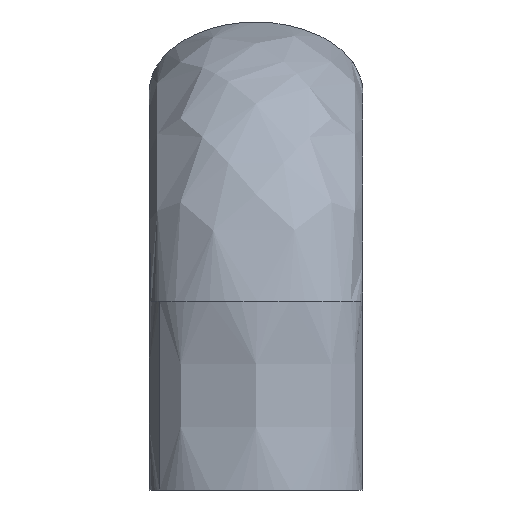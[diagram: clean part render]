
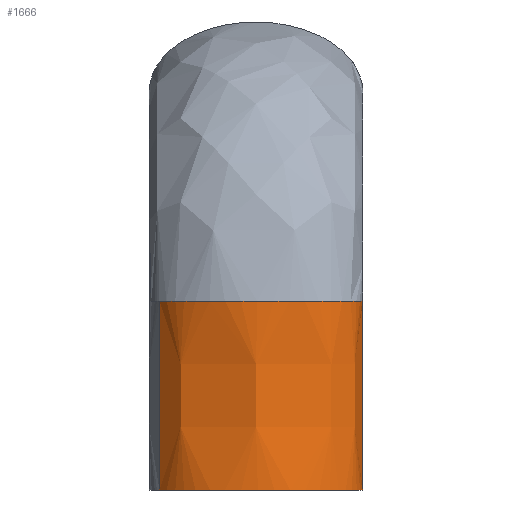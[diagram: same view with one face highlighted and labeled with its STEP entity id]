
A CAD part, left-side view. The second image highlights one B-rep face of the part: STEP entity #1666.
In plain terms, the highlighted free-form (B-spline) face has degree [3, 3] with [12, 4] control points.
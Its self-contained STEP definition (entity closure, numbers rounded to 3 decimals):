
#1433=CARTESIAN_POINT('',(-3.619,11.763,23.));
#1434=VERTEX_POINT('',#1433);
#1444=CARTESIAN_POINT('',(0.,-13.0,23.));
#1445=VERTEX_POINT('',#1444);
#1446=CARTESIAN_POINT('',(-3.619,11.763,23.));
#1447=CARTESIAN_POINT('',(-4.505,11.125,23.));
#1448=CARTESIAN_POINT('',(-5.318,10.251,23.));
#1449=CARTESIAN_POINT('',(-7.584,6.786,23.));
#1450=CARTESIAN_POINT('',(-8.5,3.403,23.));
#1451=CARTESIAN_POINT('',(-8.5,-3.403,23.));
#1452=CARTESIAN_POINT('',(-7.584,-6.786,23.));
#1453=CARTESIAN_POINT('',(-5.224,-10.396,23.));
#1454=CARTESIAN_POINT('',(-4.281,-11.359,23.));
#1455=CARTESIAN_POINT('',(-2.225,-12.662,23.));
#1456=CARTESIAN_POINT('',(-1.113,-13.0,23.));
#1457=CARTESIAN_POINT('',(0.,-13.0,23.));
#1458=B_SPLINE_CURVE_WITH_KNOTS('',3,(#1446,#1447,#1448,#1449,#1450,#1451,#1452,#1453,#1454,#1455,#1456,#1457),.UNSPECIFIED.,.F.,.U.,(4,2,2,2,2,4),(0.57,0.625,0.75,0.875,0.938,1.0),.UNSPECIFIED.);
#1459=EDGE_CURVE('',#1434,#1445,#1458,.T.);
#1578=CARTESIAN_POINT('',(-3.619,11.763,0.0));
#1579=CARTESIAN_POINT('',(-4.505,11.125,0.0));
#1580=CARTESIAN_POINT('',(-5.318,10.251,0.0));
#1581=CARTESIAN_POINT('',(-7.584,6.786,0.0));
#1582=CARTESIAN_POINT('',(-8.5,3.403,0.0));
#1583=CARTESIAN_POINT('',(-8.5,-3.403,0.0));
#1584=CARTESIAN_POINT('',(-7.584,-6.786,0.0));
#1585=CARTESIAN_POINT('',(-5.224,-10.396,0.0));
#1586=CARTESIAN_POINT('',(-4.281,-11.359,0.0));
#1587=CARTESIAN_POINT('',(-2.225,-12.662,0.0));
#1588=CARTESIAN_POINT('',(-1.113,-13.0,0.0));
#1589=CARTESIAN_POINT('',(0.,-13.0,0.0));
#1590=CARTESIAN_POINT('',(-3.619,11.763,7.667));
#1591=CARTESIAN_POINT('',(-4.505,11.125,7.667));
#1592=CARTESIAN_POINT('',(-5.318,10.251,7.667));
#1593=CARTESIAN_POINT('',(-7.584,6.786,7.667));
#1594=CARTESIAN_POINT('',(-8.5,3.403,7.667));
#1595=CARTESIAN_POINT('',(-8.5,-3.403,7.667));
#1596=CARTESIAN_POINT('',(-7.584,-6.786,7.667));
#1597=CARTESIAN_POINT('',(-5.224,-10.396,7.667));
#1598=CARTESIAN_POINT('',(-4.281,-11.359,7.667));
#1599=CARTESIAN_POINT('',(-2.225,-12.662,7.667));
#1600=CARTESIAN_POINT('',(-1.113,-13.0,7.667));
#1601=CARTESIAN_POINT('',(0.,-13.0,7.667));
#1602=CARTESIAN_POINT('',(-3.619,11.763,15.333));
#1603=CARTESIAN_POINT('',(-4.505,11.125,15.333));
#1604=CARTESIAN_POINT('',(-5.318,10.251,15.333));
#1605=CARTESIAN_POINT('',(-7.584,6.786,15.333));
#1606=CARTESIAN_POINT('',(-8.5,3.403,15.333));
#1607=CARTESIAN_POINT('',(-8.5,-3.403,15.333));
#1608=CARTESIAN_POINT('',(-7.584,-6.786,15.333));
#1609=CARTESIAN_POINT('',(-5.224,-10.396,15.333));
#1610=CARTESIAN_POINT('',(-4.281,-11.359,15.333));
#1611=CARTESIAN_POINT('',(-2.225,-12.662,15.333));
#1612=CARTESIAN_POINT('',(-1.113,-13.0,15.333));
#1613=CARTESIAN_POINT('',(0.,-13.0,15.333));
#1614=CARTESIAN_POINT('',(-3.619,11.763,23.));
#1615=CARTESIAN_POINT('',(-4.505,11.125,23.));
#1616=CARTESIAN_POINT('',(-5.318,10.251,23.));
#1617=CARTESIAN_POINT('',(-7.584,6.786,23.));
#1618=CARTESIAN_POINT('',(-8.5,3.403,23.));
#1619=CARTESIAN_POINT('',(-8.5,-3.403,23.));
#1620=CARTESIAN_POINT('',(-7.584,-6.786,23.));
#1621=CARTESIAN_POINT('',(-5.224,-10.396,23.));
#1622=CARTESIAN_POINT('',(-4.281,-11.359,23.));
#1623=CARTESIAN_POINT('',(-2.225,-12.662,23.));
#1624=CARTESIAN_POINT('',(-1.113,-13.0,23.));
#1625=CARTESIAN_POINT('',(0.,-13.0,23.));
#1626=B_SPLINE_SURFACE_WITH_KNOTS('',3,3,((#1578,#1590,#1602,#1614),(#1579,#1591,#1603,#1615),(#1580,#1592,#1604,#1616),(#1581,#1593,#1605,#1617),(#1582,#1594,#1606,#1618),(#1583,#1595,#1607,#1619),(#1584,#1596,#1608,#1620),(#1585,#1597,#1609,#1621),(#1586,#1598,#1610,#1622),(#1587,#1599,#1611,#1623),(#1588,#1600,#1612,#1624),(#1589,#1601,#1613,#1625)),.UNSPECIFIED.,.F.,.F.,.U.,(4,2,2,2,2,4),(4,4),(0.0,4.402,14.405,24.409,29.41,34.412),(0.0,23.),.UNSPECIFIED.);
#1627=ORIENTED_EDGE('',*,*,#1459,.F.);
#1628=CARTESIAN_POINT('',(-3.619,11.763,0.0));
#1629=VERTEX_POINT('',#1628);
#1630=CARTESIAN_POINT('',(-3.619,11.763,0.0));
#1631=CARTESIAN_POINT('',(-3.619,11.763,7.667));
#1632=CARTESIAN_POINT('',(-3.619,11.763,15.333));
#1633=CARTESIAN_POINT('',(-3.619,11.763,23.));
#1634=B_SPLINE_CURVE_WITH_KNOTS('',3,(#1630,#1631,#1632,#1633),.UNSPECIFIED.,.F.,.U.,(4,4),(0.0,0.086),.UNSPECIFIED.);
#1635=EDGE_CURVE('',#1629,#1434,#1634,.T.);
#1636=ORIENTED_EDGE('',*,*,#1635,.F.);
#1637=CARTESIAN_POINT('',(0.,-13.0,0.));
#1638=VERTEX_POINT('',#1637);
#1639=CARTESIAN_POINT('',(-3.619,11.763,0.0));
#1640=CARTESIAN_POINT('',(-4.957,10.803,0.));
#1641=CARTESIAN_POINT('',(-6.01,9.192,0.));
#1642=CARTESIAN_POINT('',(-7.206,7.363,0.));
#1643=CARTESIAN_POINT('',(-7.853,4.975,0.));
#1644=CARTESIAN_POINT('',(-8.5,2.585,0.));
#1645=CARTESIAN_POINT('',(-8.5,0.,0.));
#1646=CARTESIAN_POINT('',(-8.5,-2.587,0.));
#1647=CARTESIAN_POINT('',(-7.853,-4.975,0.));
#1648=CARTESIAN_POINT('',(-7.206,-7.365,0.));
#1649=CARTESIAN_POINT('',(-6.01,-9.192,0.));
#1650=CARTESIAN_POINT('',(-4.814,-11.021,0.));
#1651=CARTESIAN_POINT('',(-3.253,-12.01,0.));
#1652=CARTESIAN_POINT('',(-1.691,-13.,0.));
#1653=CARTESIAN_POINT('',(0.,-13.0,0.));
#1654=B_SPLINE_CURVE_WITH_KNOTS('',2,(#1639,#1640,#1641,#1642,#1643,#1644,#1645,#1646,#1647,#1648,#1649,#1650,#1651,#1652,#1653),.UNSPECIFIED.,.F.,.U.,(3,2,2,2,2,2,2,3),(0.14,0.25,0.375,0.5,0.625,0.75,0.875,1.0),.UNSPECIFIED.);
#1655=EDGE_CURVE('',#1629,#1638,#1654,.T.);
#1656=ORIENTED_EDGE('',*,*,#1655,.T.);
#1657=CARTESIAN_POINT('',(0.,-13.0,0.0));
#1658=CARTESIAN_POINT('',(0.,-13.0,7.667));
#1659=CARTESIAN_POINT('',(0.,-13.0,15.333));
#1660=CARTESIAN_POINT('',(0.,-13.0,23.));
#1661=B_SPLINE_CURVE_WITH_KNOTS('',3,(#1657,#1658,#1659,#1660),.UNSPECIFIED.,.F.,.U.,(4,4),(0.0,0.086),.UNSPECIFIED.);
#1662=EDGE_CURVE('',#1638,#1445,#1661,.T.);
#1663=ORIENTED_EDGE('',*,*,#1662,.T.);
#1664=EDGE_LOOP('',(#1627,#1636,#1656,#1663));
#1665=FACE_OUTER_BOUND('',#1664,.T.);
#1666=ADVANCED_FACE('',(#1665),#1626,.T.);
